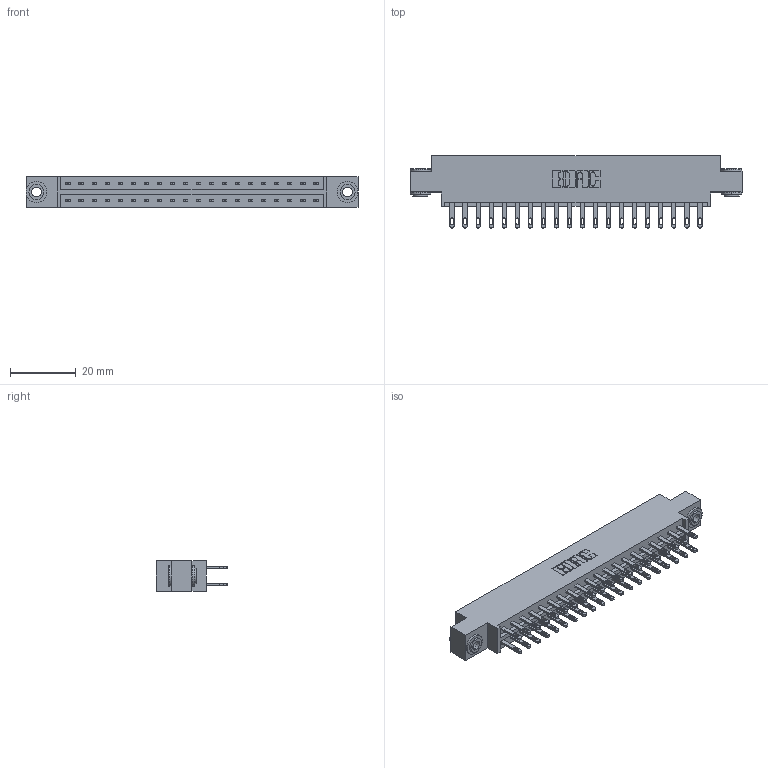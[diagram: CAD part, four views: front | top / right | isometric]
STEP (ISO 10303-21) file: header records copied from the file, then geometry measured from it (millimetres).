
FILE_DESCRIPTION (( 'STEP AP203' ), '1' );
FILE_NAME ('833-040-500-803.STEP', '2020-06-03T15:39:58', ( '' ), ( '' ), 'SwSTEP 2.0', 'SolidWorks 2020', '' );
FILE_SCHEMA (( 'CONFIG_CONTROL_DESIGN' ));
Length unit declared in the file: inch
Products named in the file (4): 833-040-500-803; 345-250-002_345-250-002-102; 345-292-001_345-293-100; 833 Part_Offset - .156 Dia - TH
Assembly tree (43 placements, depth 2):
  833-040-500-803
    833 Part_Offset - .156 Dia - TH
    345-292-001_345-293-100  x40
    345-250-002_345-250-002-102  x2
Bounding box: 100.79 x 21.85 x 9.4 mm (x, y, z)
Volume: 9997.9 mm3; surface area: 12465.5 mm2
Topology: 43 solids, 43 shells, 2076 faces, 6279 edges, 4182 vertices
Faces by surface type: plane 1284, cylinder 784, cone 8
Entity records: 16424 total; most frequent: CARTESIAN_POINT 2725, ORIENTED_EDGE 2654, DIRECTION 2401, EDGE_CURVE 1327, VECTOR 1171, LINE 1171, VERTEX_POINT 882, AXIS2_PLACEMENT_3D 615
